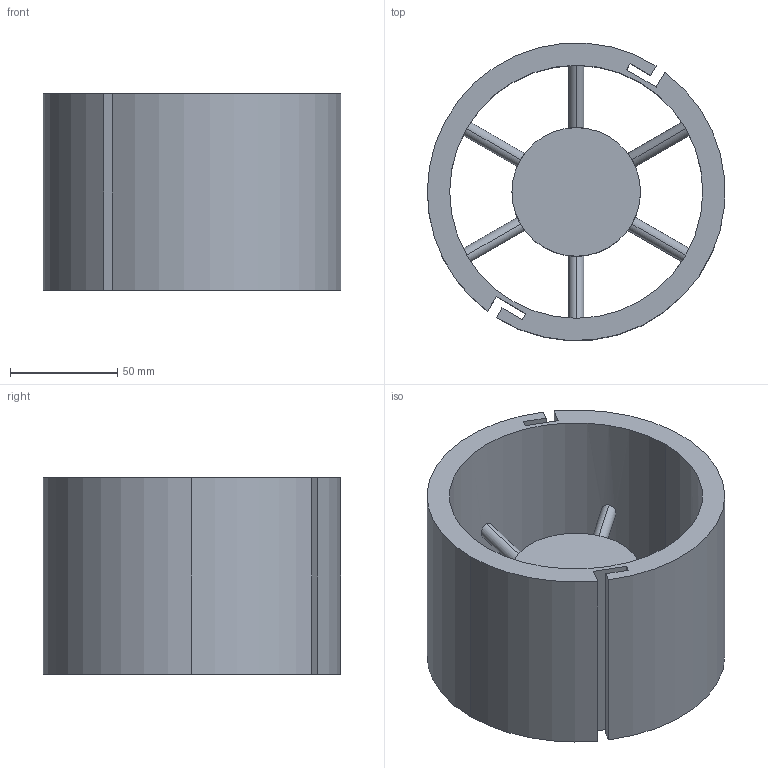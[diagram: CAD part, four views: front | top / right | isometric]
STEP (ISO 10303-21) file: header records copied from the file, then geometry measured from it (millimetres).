
FILE_DESCRIPTION (( 'STEP AP203' ), '1' );
FILE_NAME ('RIM.STEP', '2025-12-04T09:15:24', ( '' ), ( '' ), 'SwSTEP 2.0', 'SolidWorks 2022', '' );
FILE_SCHEMA (( 'CONFIG_CONTROL_DESIGN' ));
Length unit declared in the file: millimetre
Products named in the file (1): RIM
Bounding box: 138.77 x 138.72 x 91.5 mm (x, y, z)
Volume: 524016.1 mm3; surface area: 111140.7 mm2
Topology: 1 solids, 1 shells, 49 faces, 132 edges, 88 vertices
Faces by surface type: cylinder 33, plane 16
Entity records: 3089 total; most frequent: CARTESIAN_POINT 1806, ORIENTED_EDGE 264, DIRECTION 202, EDGE_CURVE 132, VERTEX_POINT 88, EDGE_LOOP 76, AXIS2_PLACEMENT_3D 68, VECTOR 66
